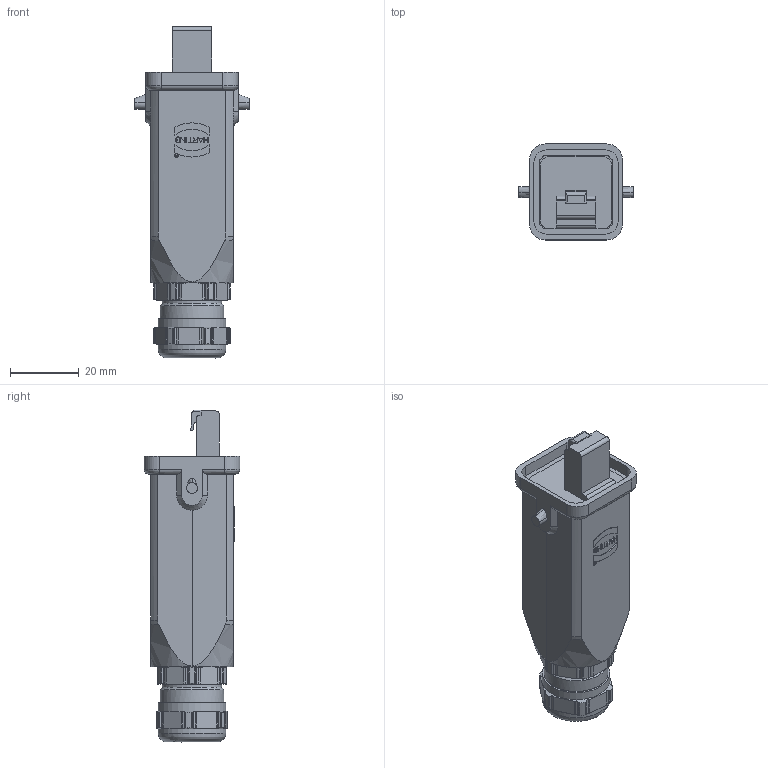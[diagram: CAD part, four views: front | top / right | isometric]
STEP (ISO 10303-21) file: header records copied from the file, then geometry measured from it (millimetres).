
FILE_DESCRIPTION(/* description */ (''),/* implementation_level */ '2;1');
FILE_NAME(/* name */ '100524772ugm000_a.stp',/* time_stamp */ '2013-03-19T17:02:29+01:00',/* author */ (''),/* organization */ (''),/* preprocessor_version */ 'ST-DEVELOPER v11',/* originating_system */ 'SIEMENS PLM Software NX 7.5',/* authorisation */ '');
FILE_SCHEMA (('AUTOMOTIVE_DESIGN { 1 0 10303 214 1 1 1 1 }'));
Length unit declared in the file: millimetre
Products named in the file (1): 100524772ugm000_a
Bounding box: 33.4 x 28 x 96.84 mm (x, y, z)
Volume: 37168 mm3; surface area: 18152.3 mm2
Topology: 1 solids, 3 shells, 380 faces, 1156 edges, 1211 vertices
Faces by surface type: plane 195, cylinder 122, bspline 45, cone 18
Full cylindrical faces by diameter (mm): 0.95 x1, 1.05 x1, 11.5 x2, 11.6 x1, 14 x1, 17.26 x1, 18.6 x2, 19.8 x2
Entity records: 15804 total; most frequent: CARTESIAN_POINT 4894, ORIENTED_EDGE 2042, DIRECTION 1625, EDGE_CURVE 1021, VERTEX_POINT 690, LINE 593, VECTOR 593, AXIS2_PLACEMENT_3D 516
